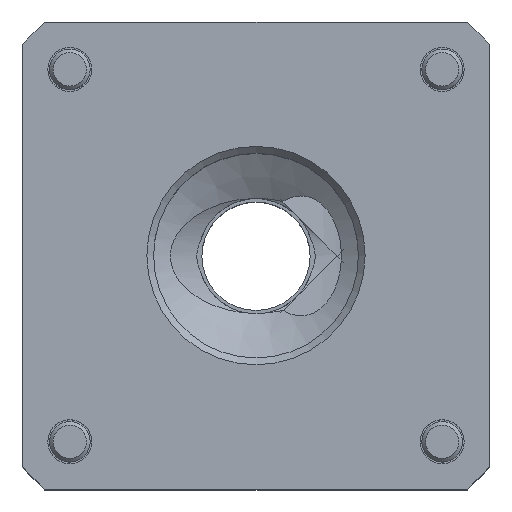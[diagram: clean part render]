
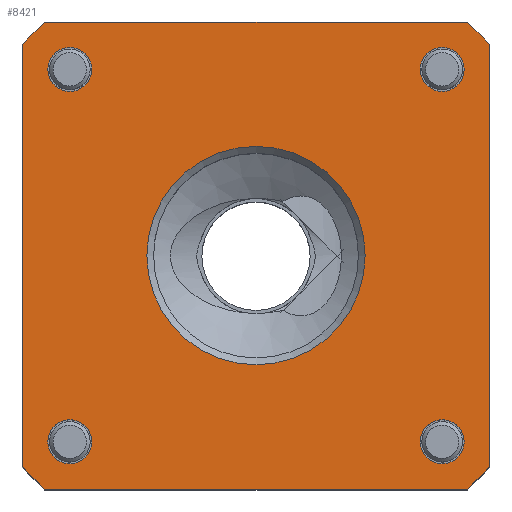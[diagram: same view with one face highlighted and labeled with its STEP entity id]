
A CAD part, top view. The second image highlights one B-rep face of the part: STEP entity #8421.
In plain terms, the highlighted planar face has unit normal (0, 0, 1).
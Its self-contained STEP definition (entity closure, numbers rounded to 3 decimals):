
#7995=CARTESIAN_POINT('',(1725.555,1878.13,78.0));
#7996=VERTEX_POINT('',#7995);
#8003=CARTESIAN_POINT('',(1600.848,1878.13,78.0));
#8004=VERTEX_POINT('',#8003);
#8005=CARTESIAN_POINT('',(1725.555,1878.13,78.0));
#8006=DIRECTION('',(-1.0,0.0,0.0));
#8007=VECTOR('',#8006,124.708);
#8008=LINE('',#8005,#8007);
#8009=EDGE_CURVE('',#7996,#8004,#8008,.T.);
#8057=CARTESIAN_POINT('',(1594.202,1884.776,78.0));
#8058=VERTEX_POINT('',#8057);
#8059=CARTESIAN_POINT('',(1663.202,1947.13,78.0));
#8060=DIRECTION('',(0.0,0.0,-1.0));
#8061=DIRECTION('',(1.0,0.0,0.0));
#8062=AXIS2_PLACEMENT_3D('',#8059,#8060,#8061);
#8063=CIRCLE('',#8062,93.0);
#8064=EDGE_CURVE('',#8004,#8058,#8063,.T.);
#8089=CARTESIAN_POINT('',(1732.202,1884.776,78.0));
#8090=VERTEX_POINT('',#8089);
#8097=CARTESIAN_POINT('',(1663.202,1947.13,78.0));
#8098=DIRECTION('',(0.0,0.0,-1.0));
#8099=DIRECTION('',(1.0,0.0,0.0));
#8100=AXIS2_PLACEMENT_3D('',#8097,#8098,#8099);
#8101=CIRCLE('',#8100,93.0);
#8102=EDGE_CURVE('',#8090,#7996,#8101,.T.);
#8139=CARTESIAN_POINT('',(1594.202,2009.484,78.0));
#8140=VERTEX_POINT('',#8139);
#8141=CARTESIAN_POINT('',(1594.202,1884.776,78.0));
#8142=DIRECTION('',(0.0,1.0,0.0));
#8143=VECTOR('',#8142,124.708);
#8144=LINE('',#8141,#8143);
#8145=EDGE_CURVE('',#8058,#8140,#8144,.T.);
#8169=CARTESIAN_POINT('',(1732.202,2009.484,78.0));
#8170=VERTEX_POINT('',#8169);
#8177=CARTESIAN_POINT('',(1732.202,2009.484,78.0));
#8178=DIRECTION('',(0.0,-1.0,0.0));
#8179=VECTOR('',#8178,124.708);
#8180=LINE('',#8177,#8179);
#8181=EDGE_CURVE('',#8170,#8090,#8180,.T.);
#8219=CARTESIAN_POINT('',(1600.848,2016.13,78.0));
#8220=VERTEX_POINT('',#8219);
#8221=CARTESIAN_POINT('',(1663.202,1947.13,78.0));
#8222=DIRECTION('',(0.0,0.0,-1.0));
#8223=DIRECTION('',(1.0,0.0,0.0));
#8224=AXIS2_PLACEMENT_3D('',#8221,#8222,#8223);
#8225=CIRCLE('',#8224,93.);
#8226=EDGE_CURVE('',#8140,#8220,#8225,.T.);
#8251=CARTESIAN_POINT('',(1725.555,2016.13,78.0));
#8252=VERTEX_POINT('',#8251);
#8259=CARTESIAN_POINT('',(1663.202,1947.13,78.0));
#8260=DIRECTION('',(0.0,0.0,-1.0));
#8261=DIRECTION('',(1.0,0.0,0.0));
#8262=AXIS2_PLACEMENT_3D('',#8259,#8260,#8261);
#8263=CIRCLE('',#8262,93.0);
#8264=EDGE_CURVE('',#8252,#8170,#8263,.T.);
#8282=CARTESIAN_POINT('',(1600.848,2016.13,78.0));
#8283=DIRECTION('',(1.0,0.0,0.0));
#8284=VECTOR('',#8283,124.708);
#8285=LINE('',#8282,#8284);
#8286=EDGE_CURVE('',#8220,#8252,#8285,.T.);
#8351=CARTESIAN_POINT('',(1663.202,1947.13,78.0));
#8352=DIRECTION('',(0.0,0.0,1.0));
#8353=DIRECTION('',(1.0,0.0,0.0));
#8354=AXIS2_PLACEMENT_3D('',#8351,#8352,#8353);
#8355=PLANE('',#8354);
#8356=ORIENTED_EDGE('',*,*,#8064,.F.);
#8357=ORIENTED_EDGE('',*,*,#8009,.F.);
#8358=ORIENTED_EDGE('',*,*,#8102,.F.);
#8359=ORIENTED_EDGE('',*,*,#8181,.F.);
#8360=ORIENTED_EDGE('',*,*,#8264,.F.);
#8361=ORIENTED_EDGE('',*,*,#8286,.F.);
#8362=ORIENTED_EDGE('',*,*,#8226,.F.);
#8363=ORIENTED_EDGE('',*,*,#8145,.F.);
#8364=EDGE_LOOP('',(#8356,#8357,#8358,#8359,#8360,#8361,#8362,#8363));
#8365=FACE_OUTER_BOUND('',#8364,.T.);
#8366=CARTESIAN_POINT('',(1601.702,2002.13,78.0));
#8367=VERTEX_POINT('',#8366);
#8368=CARTESIAN_POINT('',(1608.202,2002.13,78.0));
#8369=DIRECTION('',(0.0,0.0,-1.0));
#8370=DIRECTION('',(1.0,0.0,0.0));
#8371=AXIS2_PLACEMENT_3D('',#8368,#8369,#8370);
#8372=CIRCLE('',#8371,6.5);
#8373=EDGE_CURVE('',#8367,#8367,#8372,.T.);
#8374=ORIENTED_EDGE('',*,*,#8373,.T.);
#8375=EDGE_LOOP('',(#8374));
#8376=FACE_BOUND('',#8375,.T.);
#8377=CARTESIAN_POINT('',(1711.702,2002.13,78.0));
#8378=VERTEX_POINT('',#8377);
#8379=CARTESIAN_POINT('',(1718.202,2002.13,78.0));
#8380=DIRECTION('',(0.0,0.0,-1.0));
#8381=DIRECTION('',(1.0,0.0,0.0));
#8382=AXIS2_PLACEMENT_3D('',#8379,#8380,#8381);
#8383=CIRCLE('',#8382,6.5);
#8384=EDGE_CURVE('',#8378,#8378,#8383,.T.);
#8385=ORIENTED_EDGE('',*,*,#8384,.T.);
#8386=EDGE_LOOP('',(#8385));
#8387=FACE_BOUND('',#8386,.T.);
#8388=CARTESIAN_POINT('',(1601.702,1892.13,78.0));
#8389=VERTEX_POINT('',#8388);
#8390=CARTESIAN_POINT('',(1608.202,1892.13,78.0));
#8391=DIRECTION('',(0.0,0.0,-1.0));
#8392=DIRECTION('',(1.0,0.0,0.0));
#8393=AXIS2_PLACEMENT_3D('',#8390,#8391,#8392);
#8394=CIRCLE('',#8393,6.5);
#8395=EDGE_CURVE('',#8389,#8389,#8394,.T.);
#8396=ORIENTED_EDGE('',*,*,#8395,.T.);
#8397=EDGE_LOOP('',(#8396));
#8398=FACE_BOUND('',#8397,.T.);
#8399=CARTESIAN_POINT('',(1711.702,1892.13,78.0));
#8400=VERTEX_POINT('',#8399);
#8401=CARTESIAN_POINT('',(1718.202,1892.13,78.0));
#8402=DIRECTION('',(0.0,0.0,-1.0));
#8403=DIRECTION('',(1.0,0.0,0.0));
#8404=AXIS2_PLACEMENT_3D('',#8401,#8402,#8403);
#8405=CIRCLE('',#8404,6.5);
#8406=EDGE_CURVE('',#8400,#8400,#8405,.T.);
#8407=ORIENTED_EDGE('',*,*,#8406,.T.);
#8408=EDGE_LOOP('',(#8407));
#8409=FACE_BOUND('',#8408,.T.);
#8410=CARTESIAN_POINT('',(1695.452,1947.13,78.0));
#8411=VERTEX_POINT('',#8410);
#8412=CARTESIAN_POINT('',(1663.202,1947.13,78.0));
#8413=DIRECTION('',(0.0,0.0,1.0));
#8414=DIRECTION('',(-1.0,0.0,0.0));
#8415=AXIS2_PLACEMENT_3D('',#8412,#8413,#8414);
#8416=CIRCLE('',#8415,32.25);
#8417=EDGE_CURVE('',#8411,#8411,#8416,.T.);
#8418=ORIENTED_EDGE('',*,*,#8417,.F.);
#8419=EDGE_LOOP('',(#8418));
#8420=FACE_BOUND('',#8419,.T.);
#8421=ADVANCED_FACE('',(#8365,#8376,#8387,#8398,#8409,#8420),#8355,.T.);
